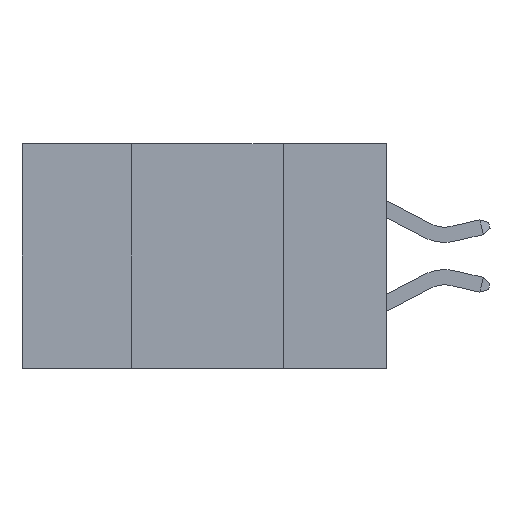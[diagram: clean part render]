
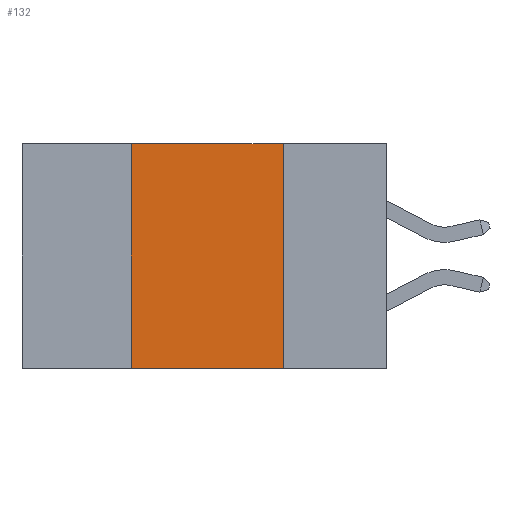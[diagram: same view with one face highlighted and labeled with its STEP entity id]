
A CAD part, left-side view. The second image highlights one B-rep face of the part: STEP entity #132.
In plain terms, the highlighted planar face has unit normal (-1, 0, 0).
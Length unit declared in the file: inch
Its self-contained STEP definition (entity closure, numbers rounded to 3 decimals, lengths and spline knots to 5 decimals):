
#132 = ADVANCED_FACE ( 'NONE', ( #13073 ), #9180, .F. ) ;
#460 = DIRECTION ( 'NONE',  ( 0., 0., -1. ) ) ;
#959 = DIRECTION ( 'NONE',  ( 0., 0., 1. ) ) ;
#1202 = CARTESIAN_POINT ( 'NONE',  ( 0., 0.6, 0. ) ) ;
#1610 = CARTESIAN_POINT ( 'NONE',  ( 0., 0.17, -0.37 ) ) ;
#1688 = DIRECTION ( 'NONE',  ( 1., 0., 0. ) ) ;
#2006 = CARTESIAN_POINT ( 'NONE',  ( 0., 0.6, 0. ) ) ;
#2335 = CARTESIAN_POINT ( 'NONE',  ( 0., 0.42, -0.37 ) ) ;
#2439 = VECTOR ( 'NONE', #959, 39.37008 ) ;
#2453 = EDGE_CURVE ( 'NONE', #3478, #6609, #13588, .T. ) ;
#2469 = CARTESIAN_POINT ( 'NONE',  ( 0., 0.17, 0. ) ) ;
#3478 = VERTEX_POINT ( 'NONE', #5951 ) ;
#4531 = VECTOR ( 'NONE', #10197, 39.37008 ) ;
#4861 = EDGE_LOOP ( 'NONE', ( #13804, #7076, #9571, #9286 ) ) ;
#4914 = EDGE_CURVE ( 'NONE', #5600, #3478, #7406, .T. ) ;
#5600 = VERTEX_POINT ( 'NONE', #5936 ) ;
#5936 = CARTESIAN_POINT ( 'NONE',  ( 0., 0.42, 0. ) ) ;
#5951 = CARTESIAN_POINT ( 'NONE',  ( 0., 0.17, 0. ) ) ;
#6609 = VERTEX_POINT ( 'NONE', #1610 ) ;
#7076 = ORIENTED_EDGE ( 'NONE', *, *, #4914, .F. ) ;
#7406 = LINE ( 'NONE', #2006, #4531 ) ;
#7751 = DIRECTION ( 'NONE',  ( 0., -1., 0. ) ) ;
#7845 = DIRECTION ( 'NONE',  ( 0., 0., -1. ) ) ;
#7950 = LINE ( 'NONE', #9889, #13121 ) ;
#8100 = VERTEX_POINT ( 'NONE', #2335 ) ;
#9180 = PLANE ( 'NONE',  #13491 ) ;
#9286 = ORIENTED_EDGE ( 'NONE', *, *, #13150, .T. ) ;
#9571 = ORIENTED_EDGE ( 'NONE', *, *, #13172, .F. ) ;
#9889 = CARTESIAN_POINT ( 'NONE',  ( 0., 0.6, -0.37 ) ) ;
#10197 = DIRECTION ( 'NONE',  ( 0., -1., 0. ) ) ;
#10924 = CARTESIAN_POINT ( 'NONE',  ( 0., 0.42, 0. ) ) ;
#10928 = VECTOR ( 'NONE', #7845, 39.37008 ) ;
#13073 = FACE_OUTER_BOUND ( 'NONE', #4861, .T. ) ;
#13121 = VECTOR ( 'NONE', #7751, 39.37008 ) ;
#13150 = EDGE_CURVE ( 'NONE', #8100, #6609, #7950, .T. ) ;
#13172 = EDGE_CURVE ( 'NONE', #8100, #5600, #13729, .T. ) ;
#13491 = AXIS2_PLACEMENT_3D ( 'NONE', #1202, #1688, #460 ) ;
#13588 = LINE ( 'NONE', #2469, #10928 ) ;
#13729 = LINE ( 'NONE', #10924, #2439 ) ;
#13804 = ORIENTED_EDGE ( 'NONE', *, *, #2453, .F. ) ;
